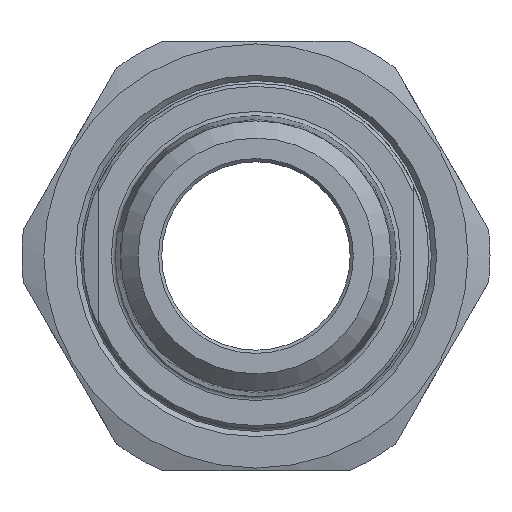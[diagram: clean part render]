
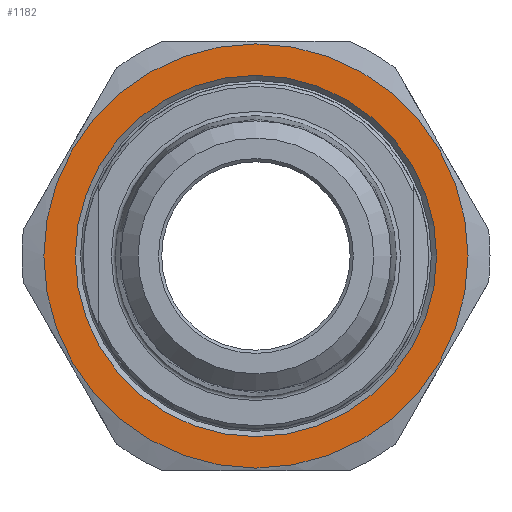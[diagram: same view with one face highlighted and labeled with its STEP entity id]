
A CAD part, left-side view. The second image highlights one B-rep face of the part: STEP entity #1182.
In plain terms, the highlighted planar face has unit normal (-1, 0, 0).
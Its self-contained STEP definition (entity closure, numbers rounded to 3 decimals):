
#69=FACE_BOUND('',#219,.T.);
#87=PLANE('',#1352);
#143=FACE_OUTER_BOUND('',#218,.T.);
#218=EDGE_LOOP('',(#885));
#219=EDGE_LOOP('',(#886));
#417=CIRCLE('',#1341,20.25);
#418=CIRCLE('',#1347,17.25);
#527=VERTEX_POINT('',#1999);
#528=VERTEX_POINT('',#2035);
#650=EDGE_CURVE('',#527,#527,#417,.T.);
#661=EDGE_CURVE('',#528,#528,#418,.T.);
#885=ORIENTED_EDGE('',*,*,#650,.T.);
#886=ORIENTED_EDGE('',*,*,#661,.F.);
#1182=ADVANCED_FACE('',(#143,#69),#87,.F.);
#1341=AXIS2_PLACEMENT_3D('',#2001,#1571,#1572);
#1347=AXIS2_PLACEMENT_3D('',#2036,#1584,#1585);
#1352=AXIS2_PLACEMENT_3D('',#2046,#1596,#1597);
#1571=DIRECTION('center_axis',(-1.,0.,0.));
#1572=DIRECTION('ref_axis',(0.,1.,0.));
#1584=DIRECTION('center_axis',(-1.,0.,0.));
#1585=DIRECTION('ref_axis',(0.,-1.,0.));
#1596=DIRECTION('center_axis',(1.,0.,0.));
#1597=DIRECTION('ref_axis',(0.,0.,-1.));
#1999=CARTESIAN_POINT('',(-17.,-20.25,0.));
#2001=CARTESIAN_POINT('Origin',(-17.,0.,0.));
#2035=CARTESIAN_POINT('',(-17.,17.25,0.));
#2036=CARTESIAN_POINT('Origin',(-17.,0.,0.));
#2046=CARTESIAN_POINT('Origin',(-17.,0.,0.));
